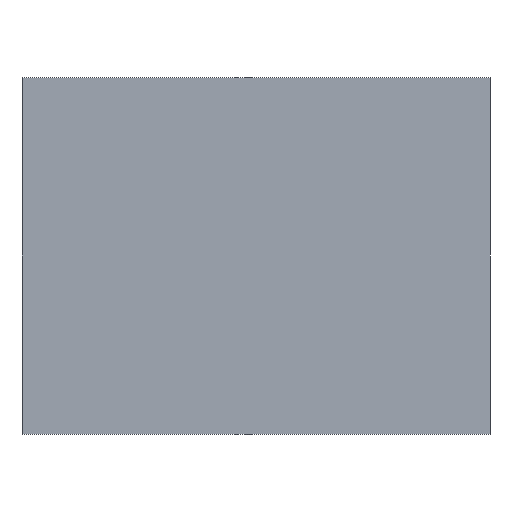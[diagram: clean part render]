
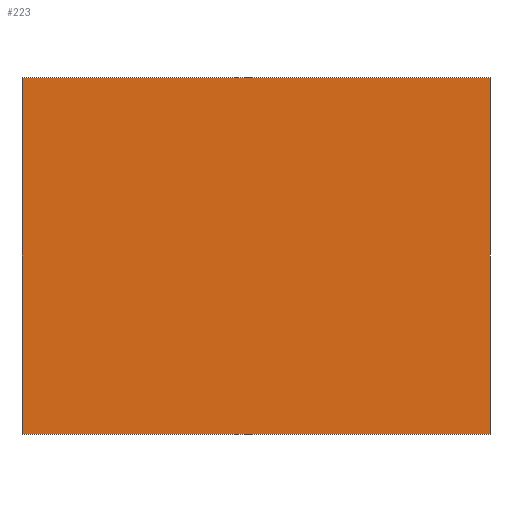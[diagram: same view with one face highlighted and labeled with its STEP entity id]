
A CAD part, front view. The second image highlights one B-rep face of the part: STEP entity #223.
In plain terms, the highlighted planar face has unit normal (0, -1, 0).
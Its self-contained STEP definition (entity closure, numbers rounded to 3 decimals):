
#50=DIRECTION('',(0.,0.,-1.));
#51=VECTOR('',#50,360.);
#52=CARTESIAN_POINT('',(-236.5,-5.,180.));
#53=LINE('',#52,#51);
#54=DIRECTION('',(-1.,0.,0.));
#55=VECTOR('',#54,473.);
#56=CARTESIAN_POINT('',(236.5,-5.,180.));
#57=LINE('',#56,#55);
#58=DIRECTION('',(0.,0.,1.));
#59=VECTOR('',#58,360.);
#60=CARTESIAN_POINT('',(236.5,-5.,-180.));
#61=LINE('',#60,#59);
#62=DIRECTION('',(1.,0.,0.));
#63=VECTOR('',#62,473.);
#64=CARTESIAN_POINT('',(-236.5,-5.,-180.));
#65=LINE('',#64,#63);
#114=CARTESIAN_POINT('',(-236.5,-5.,180.));
#115=CARTESIAN_POINT('',(-236.5,-5.,-180.));
#116=VERTEX_POINT('',#114);
#117=VERTEX_POINT('',#115);
#118=CARTESIAN_POINT('',(236.5,-5.,-180.));
#119=VERTEX_POINT('',#118);
#120=CARTESIAN_POINT('',(236.5,-5.,180.));
#121=VERTEX_POINT('',#120);
#212=CARTESIAN_POINT('',(0.,-5.,0.));
#213=DIRECTION('',(0.,-1.,0.));
#214=DIRECTION('',(1.,0.,0.));
#215=AXIS2_PLACEMENT_3D('',#212,#213,#214);
#216=PLANE('',#215);
#217=ORIENTED_EDGE('',*,*,#163,.F.);
#218=ORIENTED_EDGE('',*,*,#178,.F.);
#219=ORIENTED_EDGE('',*,*,#192,.F.);
#220=ORIENTED_EDGE('',*,*,#205,.F.);
#221=EDGE_LOOP('',(#217,#218,#219,#220));
#222=FACE_OUTER_BOUND('',#221,.F.);
#223=ADVANCED_FACE('',(#222),#216,.T.);
#163=EDGE_CURVE('',#116,#117,#53,.T.);
#178=EDGE_CURVE('',#121,#116,#57,.T.);
#192=EDGE_CURVE('',#119,#121,#61,.T.);
#205=EDGE_CURVE('',#117,#119,#65,.T.);
